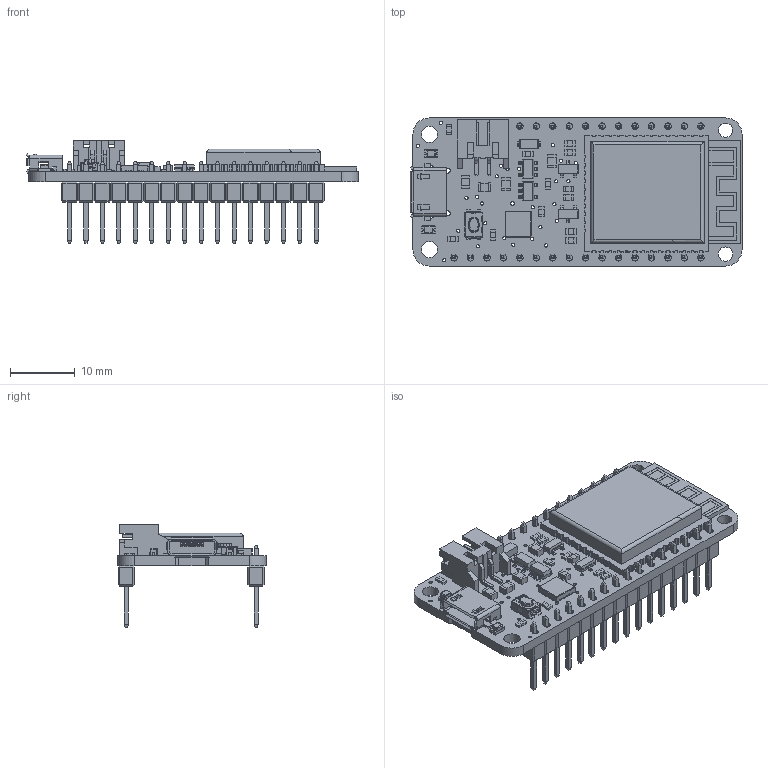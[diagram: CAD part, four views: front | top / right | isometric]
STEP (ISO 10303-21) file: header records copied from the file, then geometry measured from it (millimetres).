
FILE_DESCRIPTION(/* description */ (''),/* implementation_level */ '2;1');
FILE_NAME(/* name */ '2821 Adafruit ESP8266 Feather v2.step',/* time_stamp */ '2022-03-03T19:23:18+01:00',/* author */ (''),/* organization */ (''),/* preprocessor_version */ 'ST-DEVELOPER v18.1',/* originating_system */ 'Autodesk Translation Framework v10.13.0.1454',/* authorisation */ '');
FILE_SCHEMA (('AUTOMOTIVE_DESIGN { 1 0 10303 214 3 1 1 }'));
Products named in the file (18): 2821 Adafruit ESP8266 Feather; PCB Component; Board; 10uF; 10K; MCP73831T-2ACI/OT; MBR120; JSTPH; RED; ESP-12; KMR2; CP2104; 20329; 1K; mmbt2222; Pin Head v1; ESp32-WROOM-32U v1; u.Fl Antenna Connector - 523-A-1JB v1
Assembly tree (60 placements, depth 3):
  2821 Adafruit ESP8266 Feather
    PCB Component
      Board
      10uF  x4
      10K  x10
      MCP73831T-2ACI/OT  x2
      MBR120
      JSTPH
      RED  x2
      ESP-12
      KMR2
      CP2104
      20329
      1K  x2
      mmbt2222  x2
    Pin Head v1  x28
    ESp32-WROOM-32U v1
      u.Fl Antenna Connector - 523-A-1JB v1
Bounding box: 51.26 x 22.86 x 15.86 mm (x, y, z)
Volume: 4311.2 mm3; surface area: 7801.9 mm2
Topology: 107 solids, 107 shells, 4005 faces, 10036 edges, 6225 vertices
Faces by surface type: plane 3344, cylinder 433, bspline 201, torus 10, cone 9, sphere 8
Full cylindrical faces by diameter (mm): 0.3 x1, 0.45 x1, 0.5 x58, 0.7 x2, 0.8 x2, 1 x28, 1.8 x1, 1.95 x1, 2 x2, 2.2 x2, 2.5 x2
Entity records: 86181 total; most frequent: CARTESIAN_POINT 18667, ORIENTED_EDGE 14054, DIRECTION 12517, EDGE_CURVE 7027, LINE 5843, VECTOR 5843, VERTEX_POINT 4529, AXIS2_PLACEMENT_3D 3337
